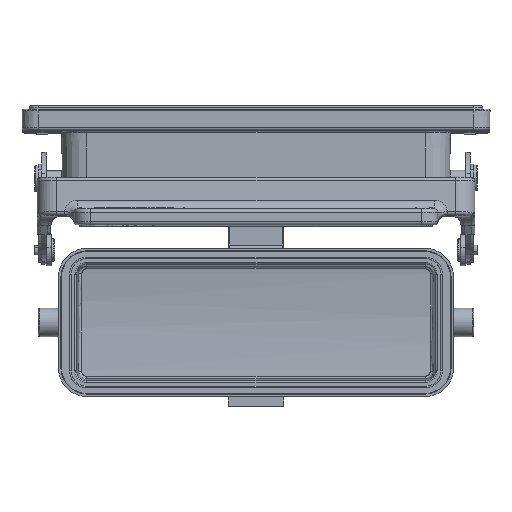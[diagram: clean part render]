
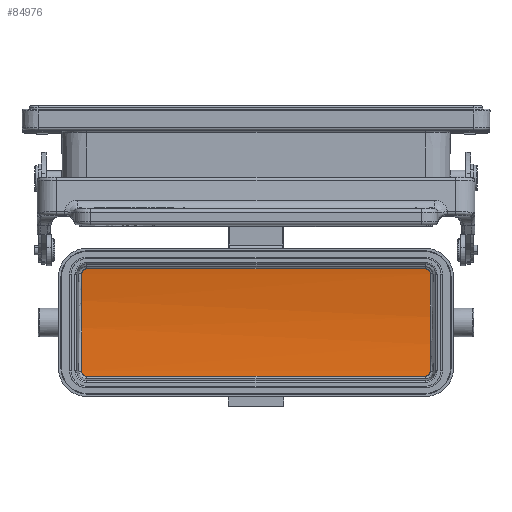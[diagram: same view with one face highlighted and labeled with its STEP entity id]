
A CAD part, top view. The second image highlights one B-rep face of the part: STEP entity #84976.
In plain terms, the highlighted cylindrical face has radius 123.695 mm (diameter 247.389 mm), a partial arc.
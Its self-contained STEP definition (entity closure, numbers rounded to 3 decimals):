
#26436=CARTESIAN_POINT('',(126.483,-53.572,
-70.872));
#26437=CARTESIAN_POINT('',(126.486,-53.964,
-70.824));
#26438=CARTESIAN_POINT('',(126.17,-54.747,
-70.723));
#26439=CARTESIAN_POINT('',(125.391,-55.078,
-70.677));
#26440=CARTESIAN_POINT('',(125.,-55.078,
-70.677));
#26442=DIRECTION('',(-1.,0.,0.));
#26443=VECTOR('',#26442,105.);
#26444=CARTESIAN_POINT('',(125.,-55.078,
-70.677));
#26445=LINE('',#26444,#26443);
#26446=CARTESIAN_POINT('',(20.,-55.078,
-70.677));
#26447=CARTESIAN_POINT('',(19.609,-55.078,
-70.677));
#26448=CARTESIAN_POINT('',(18.83,-54.747,
-70.723));
#26449=CARTESIAN_POINT('',(18.514,-53.964,
-70.824));
#26450=CARTESIAN_POINT('',(18.517,-53.572,
-70.872));
#26452=CARTESIAN_POINT('',(18.517,-53.572,
-70.872));
#26453=CARTESIAN_POINT('',(18.538,-50.229,
-71.284));
#26454=CARTESIAN_POINT('',(18.567,-43.508,
-71.834));
#26455=CARTESIAN_POINT('',(18.567,-33.392,
-71.834));
#26456=CARTESIAN_POINT('',(18.538,-26.671,
-71.284));
#26457=CARTESIAN_POINT('',(18.517,-23.328,
-70.872));
#26459=CARTESIAN_POINT('',(18.517,-23.328,
-70.872));
#26460=CARTESIAN_POINT('',(18.514,-22.936,
-70.824));
#26461=CARTESIAN_POINT('',(18.83,-22.153,
-70.723));
#26462=CARTESIAN_POINT('',(19.609,-21.822,
-70.677));
#26463=CARTESIAN_POINT('',(20.,-21.822,
-70.677));
#26465=DIRECTION('',(1.,0.,0.));
#26466=VECTOR('',#26465,105.);
#26467=CARTESIAN_POINT('',(20.,-21.822,
-70.677));
#26468=LINE('',#26467,#26466);
#26469=CARTESIAN_POINT('',(125.,-21.822,
-70.677));
#26470=CARTESIAN_POINT('',(125.391,-21.822,
-70.677));
#26471=CARTESIAN_POINT('',(126.17,-22.153,
-70.723));
#26472=CARTESIAN_POINT('',(126.486,-22.936,
-70.824));
#26473=CARTESIAN_POINT('',(126.483,-23.328,
-70.872));
#26475=CARTESIAN_POINT('',(126.483,-23.328,
-70.872));
#26476=CARTESIAN_POINT('',(126.462,-26.671,
-71.284));
#26477=CARTESIAN_POINT('',(126.433,-33.392,
-71.834));
#26478=CARTESIAN_POINT('',(126.433,-43.508,
-71.834));
#26479=CARTESIAN_POINT('',(126.462,-50.229,
-71.284));
#26480=CARTESIAN_POINT('',(126.483,-53.572,
-70.872));
#35299=CARTESIAN_POINT('',(20.,-21.822,
-70.677));
#35300=VERTEX_POINT('',#35299);
#35301=VERTEX_POINT('',#26459);
#35302=CARTESIAN_POINT('',(125.,-21.822,
-70.677));
#35303=VERTEX_POINT('',#35302);
#35304=CARTESIAN_POINT('',(126.484,-23.328,
-70.872));
#35305=VERTEX_POINT('',#35304);
#35306=CARTESIAN_POINT('',(126.483,-53.572,
-70.872));
#35307=VERTEX_POINT('',#35306);
#35308=CARTESIAN_POINT('',(125.,-55.078,
-70.677));
#35309=VERTEX_POINT('',#35308);
#35310=CARTESIAN_POINT('',(20.,-55.078,
-70.677));
#35311=VERTEX_POINT('',#35310);
#35312=CARTESIAN_POINT('',(18.516,-53.572,
-70.872));
#35313=VERTEX_POINT('',#35312);
#84961=CARTESIAN_POINT('',(133.75,-38.45,51.895));
#84962=DIRECTION('',(1.,0.,0.));
#84963=DIRECTION('',(0.,-1.,0.));
#84964=AXIS2_PLACEMENT_3D('',#84961,#84962,#84963);
#84965=CYLINDRICAL_SURFACE('',#84964,123.695);
#84966=ORIENTED_EDGE('',*,*,#84854,.T.);
#84967=ORIENTED_EDGE('',*,*,#84875,.T.);
#84968=ORIENTED_EDGE('',*,*,#84928,.T.);
#84969=ORIENTED_EDGE('',*,*,#84948,.T.);
#84970=ORIENTED_EDGE('',*,*,#84705,.T.);
#84971=ORIENTED_EDGE('',*,*,#84727,.T.);
#84972=ORIENTED_EDGE('',*,*,#84780,.T.);
#84973=ORIENTED_EDGE('',*,*,#84801,.T.);
#84974=EDGE_LOOP('',(#84966,#84967,#84968,#84969,#84970,#84971,#84972,#84973));
#84975=FACE_OUTER_BOUND('',#84974,.F.);
#84976=ADVANCED_FACE('',(#84975),#84965,.F.);
#26441=B_SPLINE_CURVE_WITH_KNOTS('',3,(#26436,#26437,#26438,#26439,#26440),
.UNSPECIFIED.,.F.,.F.,(4,1,4),(0.,0.5,1.),.UNSPECIFIED.);
#26451=B_SPLINE_CURVE_WITH_KNOTS('',3,(#26446,#26447,#26448,#26449,#26450),
.UNSPECIFIED.,.F.,.F.,(4,1,4),(0.,0.5,1.),.UNSPECIFIED.);
#26458=B_SPLINE_CURVE_WITH_KNOTS('',3,(#26452,#26453,#26454,#26455,#26456,
#26457),.UNSPECIFIED.,.F.,.F.,(4,1,1,4),(0.,0.333,
0.667,1.),.UNSPECIFIED.);
#26464=B_SPLINE_CURVE_WITH_KNOTS('',3,(#26459,#26460,#26461,#26462,#26463),
.UNSPECIFIED.,.F.,.F.,(4,1,4),(0.,0.5,1.),.UNSPECIFIED.);
#26474=B_SPLINE_CURVE_WITH_KNOTS('',3,(#26469,#26470,#26471,#26472,#26473),
.UNSPECIFIED.,.F.,.F.,(4,1,4),(0.,0.5,1.),.UNSPECIFIED.);
#26481=B_SPLINE_CURVE_WITH_KNOTS('',3,(#26475,#26476,#26477,#26478,#26479,
#26480),.UNSPECIFIED.,.F.,.F.,(4,1,1,4),(0.,0.333,
0.667,1.),.UNSPECIFIED.);
#84705=EDGE_CURVE('',#35301,#35300,#26464,.T.);
#84727=EDGE_CURVE('',#35300,#35303,#26468,.T.);
#84780=EDGE_CURVE('',#35303,#35305,#26474,.T.);
#84801=EDGE_CURVE('',#35305,#35307,#26481,.T.);
#84854=EDGE_CURVE('',#35307,#35309,#26441,.T.);
#84875=EDGE_CURVE('',#35309,#35311,#26445,.T.);
#84928=EDGE_CURVE('',#35311,#35313,#26451,.T.);
#84948=EDGE_CURVE('',#35313,#35301,#26458,.T.);
